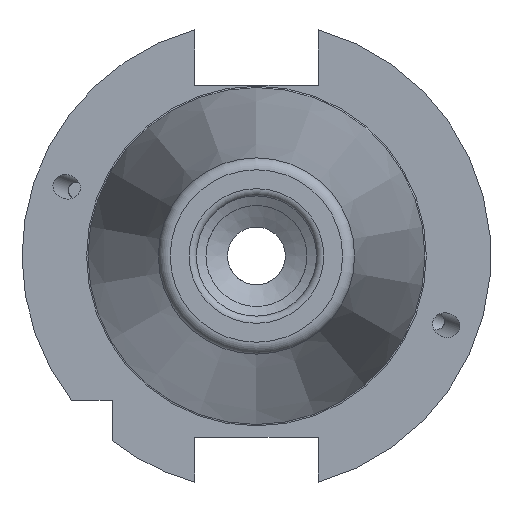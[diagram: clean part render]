
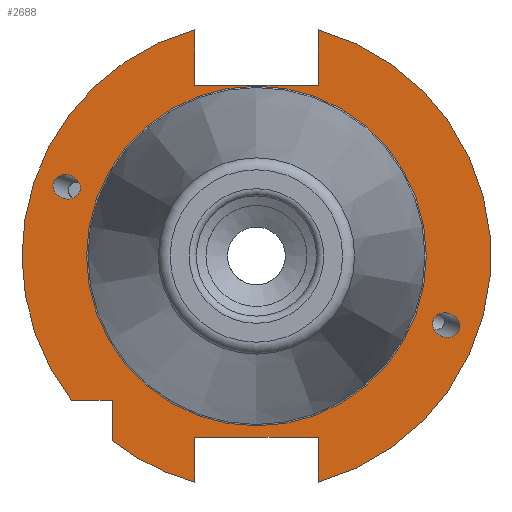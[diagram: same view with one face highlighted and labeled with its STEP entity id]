
A CAD part, left-side view. The second image highlights one B-rep face of the part: STEP entity #2688.
In plain terms, the highlighted planar face has unit normal (-1, 0, 0).
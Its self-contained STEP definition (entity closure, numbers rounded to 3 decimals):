
#950=CARTESIAN_POINT('',(3.2,-36.754,-13.378));
#951=VERTEX_POINT('',#950);
#952=CARTESIAN_POINT('',(3.2,-39.467,-14.365));
#953=DIRECTION('',(1.0,0.0,0.0));
#954=DIRECTION('',(0.0,-0.94,-0.342));
#955=AXIS2_PLACEMENT_3D('',#952,#953,#954);
#956=ELLIPSE('',#955,2.887,2.5);
#957=EDGE_CURVE('',#951,#951,#956,.T.);
#1064=CARTESIAN_POINT('',(3.2,36.754,13.378));
#1065=VERTEX_POINT('',#1064);
#1066=CARTESIAN_POINT('',(3.2,39.467,14.365));
#1067=DIRECTION('',(1.0,0.0,0.0));
#1068=DIRECTION('',(0.0,0.94,0.342));
#1069=AXIS2_PLACEMENT_3D('',#1066,#1067,#1068);
#1070=ELLIPSE('',#1069,2.887,2.5);
#1071=EDGE_CURVE('',#1065,#1065,#1070,.T.);
#1817=CARTESIAN_POINT('',(3.2,30.,-30.0));
#1818=VERTEX_POINT('',#1817);
#1819=CARTESIAN_POINT('',(3.2,30.,-38.426));
#1820=VERTEX_POINT('',#1819);
#1821=CARTESIAN_POINT('',(3.2,30.,-30.0));
#1822=DIRECTION('',(0.0,0.0,-1.0));
#1823=VECTOR('',#1822,8.426);
#1824=LINE('',#1821,#1823);
#1825=EDGE_CURVE('',#1818,#1820,#1824,.T.);
#1940=CARTESIAN_POINT('',(3.2,38.426,-30.0));
#1941=VERTEX_POINT('',#1940);
#1942=CARTESIAN_POINT('',(3.2,38.426,-30.0));
#1943=DIRECTION('',(0.0,-1.0,0.0));
#1944=VECTOR('',#1943,8.426);
#1945=LINE('',#1942,#1944);
#1946=EDGE_CURVE('',#1941,#1818,#1945,.T.);
#2041=CARTESIAN_POINT('',(3.2,12.85,47.026));
#2042=VERTEX_POINT('',#2041);
#2043=CARTESIAN_POINT('',(3.2,0.0,0.));
#2044=DIRECTION('',(-1.0,0.0,0.0));
#2045=DIRECTION('',(0.0,0.0,1.0));
#2046=AXIS2_PLACEMENT_3D('',#2043,#2044,#2045);
#2047=CIRCLE('',#2046,48.75);
#2048=EDGE_CURVE('',#2042,#1941,#2047,.T.);
#2436=CARTESIAN_POINT('',(3.2,12.85,-37.7));
#2437=VERTEX_POINT('',#2436);
#2444=CARTESIAN_POINT('',(3.2,12.85,-47.026));
#2445=VERTEX_POINT('',#2444);
#2446=CARTESIAN_POINT('',(3.2,12.85,-47.026));
#2447=DIRECTION('',(0.0,0.0,1.0));
#2448=VECTOR('',#2447,9.326);
#2449=LINE('',#2446,#2448);
#2450=EDGE_CURVE('',#2445,#2437,#2449,.T.);
#2500=CARTESIAN_POINT('',(3.2,-12.85,-47.026));
#2501=VERTEX_POINT('',#2500);
#2508=CARTESIAN_POINT('',(3.2,-12.85,-37.7));
#2509=VERTEX_POINT('',#2508);
#2510=CARTESIAN_POINT('',(3.2,-12.85,-37.7));
#2511=DIRECTION('',(0.0,0.0,-1.0));
#2512=VECTOR('',#2511,9.326);
#2513=LINE('',#2510,#2512);
#2514=EDGE_CURVE('',#2509,#2501,#2513,.T.);
#2533=CARTESIAN_POINT('',(3.2,12.85,-37.7));
#2534=DIRECTION('',(0.0,-1.0,0.0));
#2535=VECTOR('',#2534,25.7);
#2536=LINE('',#2533,#2535);
#2537=EDGE_CURVE('',#2437,#2509,#2536,.T.);
#2620=CARTESIAN_POINT('',(3.2,0.0,42.071));
#2621=DIRECTION('',(-1.0,0.0,0.0));
#2622=DIRECTION('',(0.0,0.0,1.0));
#2623=AXIS2_PLACEMENT_3D('',#2620,#2621,#2622);
#2624=PLANE('',#2623);
#2625=ORIENTED_EDGE('',*,*,#1825,.T.);
#2626=CARTESIAN_POINT('',(3.2,0.0,0.));
#2627=DIRECTION('',(-1.0,0.0,0.0));
#2628=DIRECTION('',(0.0,0.0,1.0));
#2629=AXIS2_PLACEMENT_3D('',#2626,#2627,#2628);
#2630=CIRCLE('',#2629,48.75);
#2631=EDGE_CURVE('',#1820,#2445,#2630,.T.);
#2632=ORIENTED_EDGE('',*,*,#2631,.T.);
#2633=ORIENTED_EDGE('',*,*,#2450,.T.);
#2634=ORIENTED_EDGE('',*,*,#2537,.T.);
#2635=ORIENTED_EDGE('',*,*,#2514,.T.);
#2636=CARTESIAN_POINT('',(3.2,-12.85,47.026));
#2637=VERTEX_POINT('',#2636);
#2638=CARTESIAN_POINT('',(3.2,0.0,0.));
#2639=DIRECTION('',(-1.0,0.0,0.0));
#2640=DIRECTION('',(0.0,0.0,1.0));
#2641=AXIS2_PLACEMENT_3D('',#2638,#2639,#2640);
#2642=CIRCLE('',#2641,48.75);
#2643=EDGE_CURVE('',#2501,#2637,#2642,.T.);
#2644=ORIENTED_EDGE('',*,*,#2643,.T.);
#2645=CARTESIAN_POINT('',(3.2,-12.85,35.5));
#2646=VERTEX_POINT('',#2645);
#2647=CARTESIAN_POINT('',(3.2,-12.85,47.026));
#2648=DIRECTION('',(0.0,0.0,-1.0));
#2649=VECTOR('',#2648,11.526);
#2650=LINE('',#2647,#2649);
#2651=EDGE_CURVE('',#2637,#2646,#2650,.T.);
#2652=ORIENTED_EDGE('',*,*,#2651,.T.);
#2653=CARTESIAN_POINT('',(3.2,12.85,35.5));
#2654=VERTEX_POINT('',#2653);
#2655=CARTESIAN_POINT('',(3.2,-12.85,35.5));
#2656=DIRECTION('',(0.0,1.0,0.0));
#2657=VECTOR('',#2656,25.7);
#2658=LINE('',#2655,#2657);
#2659=EDGE_CURVE('',#2646,#2654,#2658,.T.);
#2660=ORIENTED_EDGE('',*,*,#2659,.T.);
#2661=CARTESIAN_POINT('',(3.2,12.85,35.5));
#2662=DIRECTION('',(0.0,0.0,1.0));
#2663=VECTOR('',#2662,11.526);
#2664=LINE('',#2661,#2663);
#2665=EDGE_CURVE('',#2654,#2042,#2664,.T.);
#2666=ORIENTED_EDGE('',*,*,#2665,.T.);
#2667=ORIENTED_EDGE('',*,*,#2048,.T.);
#2668=ORIENTED_EDGE('',*,*,#1946,.T.);
#2669=EDGE_LOOP('',(#2625,#2632,#2633,#2634,#2635,#2644,#2652,#2660,#2666,#2667,#2668));
#2670=FACE_OUTER_BOUND('',#2669,.T.);
#2671=ORIENTED_EDGE('',*,*,#957,.T.);
#2672=EDGE_LOOP('',(#2671));
#2673=FACE_BOUND('',#2672,.T.);
#2674=ORIENTED_EDGE('',*,*,#1071,.T.);
#2675=EDGE_LOOP('',(#2674));
#2676=FACE_BOUND('',#2675,.T.);
#2677=CARTESIAN_POINT('',(3.2,35.325,0.0));
#2678=VERTEX_POINT('',#2677);
#2679=CARTESIAN_POINT('',(3.2,0.0,0.0));
#2680=DIRECTION('',(-1.0,0.0,0.0));
#2681=DIRECTION('',(0.0,1.0,0.0));
#2682=AXIS2_PLACEMENT_3D('',#2679,#2680,#2681);
#2683=CIRCLE('',#2682,35.325);
#2684=EDGE_CURVE('',#2678,#2678,#2683,.T.);
#2685=ORIENTED_EDGE('',*,*,#2684,.F.);
#2686=EDGE_LOOP('',(#2685));
#2687=FACE_BOUND('',#2686,.T.);
#2688=ADVANCED_FACE('',(#2670,#2673,#2676,#2687),#2624,.T.);
